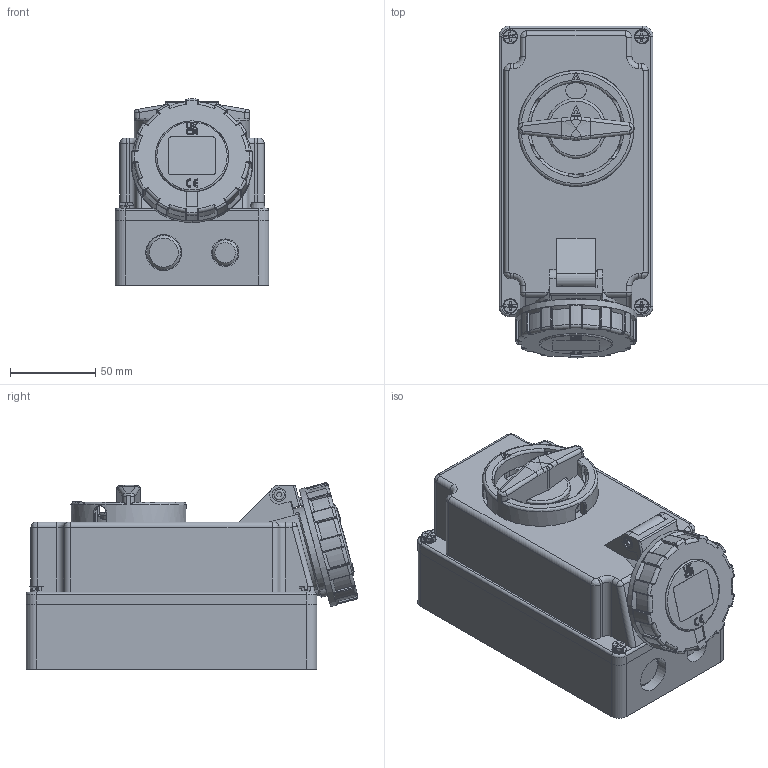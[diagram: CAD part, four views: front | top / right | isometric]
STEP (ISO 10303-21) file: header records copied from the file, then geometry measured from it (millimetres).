
FILE_DESCRIPTION(/* description */ (''),/* implementation_level */ '2;1');
FILE_NAME(/* name */ '16138.stp',/* time_stamp */ '2023-09-04T08:48:36+02:00',/* author */ ('mhost'),/* organization */ (''),/* preprocessor_version */ 'ST-DEVELOPER v17',/* originating_system */ 'Autodesk Inventor 2018',/* authorisation */ '');
FILE_SCHEMA (('AUTOMOTIVE_DESIGN { 1 0 10303 214 3 1 1 }'));
Length unit declared in the file: millimetre
Products named in the file (1): 16138
Bounding box: 90 x 194.17 x 108.95 mm (x, y, z)
Volume: 1296673 mm3; surface area: 118540.2 mm2
Topology: 1 solids, 3 shells, 921 faces, 2515 edges, 1646 vertices
Faces by surface type: plane 406, cylinder 343, bspline 74, torus 70, cone 18, sphere 10
Full cylindrical faces by diameter (mm): 1.125 x1, 3 x22, 3.5 x4, 4 x18, 4.5 x4, 5 x2, 5.1 x4, 5.5 x4, 6 x2, 7 x4, 8 x6, 9 x8, 16 x2, 21 x1, 30.7 x1, 41.2 x1, 43 x1, 57 x1, 67.5 x1, 68 x1, 71 x1
Entity records: 37668 total; most frequent: CARTESIAN_POINT 13671, ORIENTED_EDGE 5026, DIRECTION 4628, EDGE_CURVE 2513, AXIS2_PLACEMENT_3D 1737, VERTEX_POINT 1646, LINE 1154, VECTOR 1154
